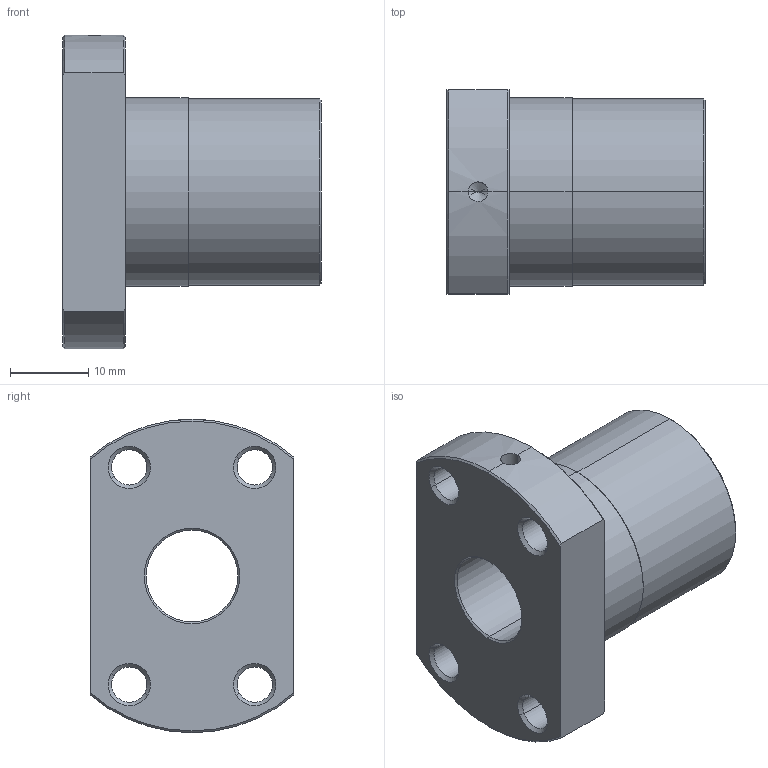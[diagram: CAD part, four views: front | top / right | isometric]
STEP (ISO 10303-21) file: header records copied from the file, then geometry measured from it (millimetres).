
FILE_DESCRIPTION(/* description */ ('Alibre Inc.'),/* implementation_level */ '2;1');
FILE_NAME(/* name */ 'export-BA81C25C-9418-4376-BEA7-E1992121BBCB',/* time_stamp */ '2024-05-19T12:01:53+02:00',/* author */ (''),/* organization */ (''),/* preprocessor_version */ 'ST-DEVELOPER v17',/* originating_system */ 'Alibre',/* authorisation */ '');
FILE_SCHEMA (('AUTOMOTIVE_DESIGN'));
Length unit declared in the file: millimetre
Products named in the file (2): R12-05K4-FSCDIN-1500-1500-0,052_FILE_1; cc_unnamed
Bounding box: 33 x 26 x 40 mm (x, y, z)
Volume: 14755.1 mm3; surface area: 6058.3 mm2
Topology: 1 solids, 1 shells, 58 faces, 136 edges, 80 vertices
Faces by surface type: cone 32, cylinder 20, plane 6
Entity records: 1716 total; most frequent: CARTESIAN_POINT 325, DIRECTION 305, ORIENTED_EDGE 268, EDGE_CURVE 134, AXIS2_PLACEMENT_3D 128, VERTEX_POINT 80, EDGE_LOOP 70, FACE_BOUND 70
